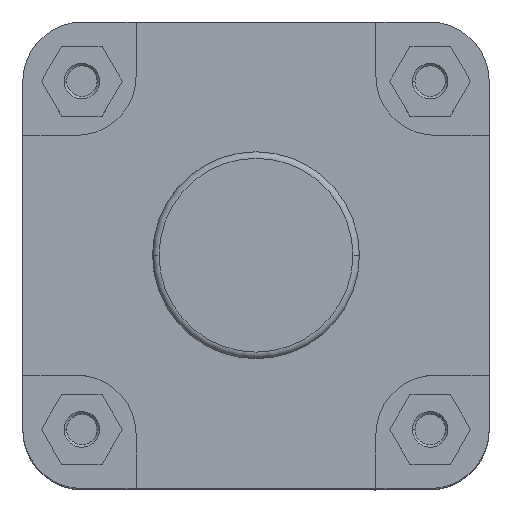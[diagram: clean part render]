
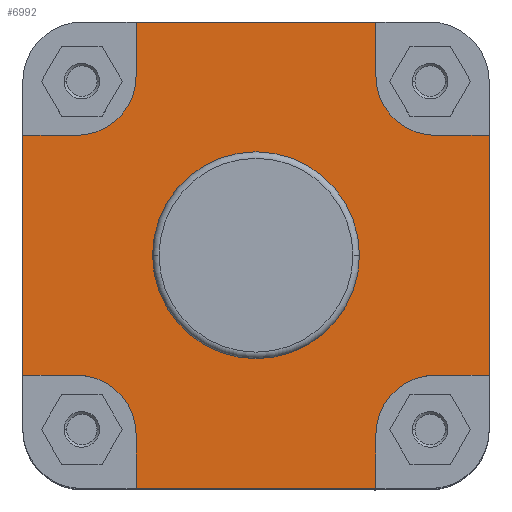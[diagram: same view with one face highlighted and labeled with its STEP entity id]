
A CAD part, top view. The second image highlights one B-rep face of the part: STEP entity #6992.
In plain terms, the highlighted planar face has unit normal (0, 0, 1).
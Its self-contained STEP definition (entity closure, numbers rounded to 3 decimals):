
#948 = ORIENTED_EDGE ( 'NONE', *, *, #4250, .F. ) ;
#949 = ORIENTED_EDGE ( 'NONE', *, *, #4332, .F. ) ;
#950 = ORIENTED_EDGE ( 'NONE', *, *, #4331, .F. ) ;
#951 = ORIENTED_EDGE ( 'NONE', *, *, #2752, .F. ) ;
#952 = ORIENTED_EDGE ( 'NONE', *, *, #4330, .F. ) ;
#953 = ORIENTED_EDGE ( 'NONE', *, *, #4329, .F. ) ;
#954 = ORIENTED_EDGE ( 'NONE', *, *, #4328, .F. ) ;
#955 = ORIENTED_EDGE ( 'NONE', *, *, #4327, .F. ) ;
#956 = ORIENTED_EDGE ( 'NONE', *, *, #4326, .F. ) ;
#957 = ORIENTED_EDGE ( 'NONE', *, *, #4325, .F. ) ;
#958 = ORIENTED_EDGE ( 'NONE', *, *, #4324, .F. ) ;
#959 = ORIENTED_EDGE ( 'NONE', *, *, #4323, .T. ) ;
#960 = ORIENTED_EDGE ( 'NONE', *, *, #4319, .F. ) ;
#961 = ORIENTED_EDGE ( 'NONE', *, *, #4322, .F. ) ;
#962 = ORIENTED_EDGE ( 'NONE', *, *, #4318, .F. ) ;
#963 = ORIENTED_EDGE ( 'NONE', *, *, #4321, .T. ) ;
#964 = ORIENTED_EDGE ( 'NONE', *, *, #4320, .F. ) ;
#965 = ORIENTED_EDGE ( 'NONE', *, *, #2675, .F. ) ;
#1469 = CIRCLE ( 'NONE', #4625, 39.9 ) ;
#1508 = LINE ( 'NONE', #5796, #1519 ) ;
#1519 = VECTOR ( 'NONE', #5799, 1000. ) ;
#1616 = LINE ( 'NONE', #5925, #1617 ) ;
#1617 = VECTOR ( 'NONE', #5926, 1000. ) ;
#1723 = LINE ( 'NONE', #6082, #1729 ) ;
#1728 = LINE ( 'NONE', #6089, #1732 ) ;
#1729 = VECTOR ( 'NONE', #6083, 1000. ) ;
#1731 = VECTOR ( 'NONE', #6096, 1000. ) ;
#1732 = VECTOR ( 'NONE', #6090, 1000. ) ;
#1734 = LINE ( 'NONE', #6084, #1735 ) ;
#1735 = VECTOR ( 'NONE', #6085, 1000. ) ;
#1736 = LINE ( 'NONE', #6095, #1731 ) ;
#1737 = CIRCLE ( 'NONE', #4674, 39.9 ) ;
#1738 = LINE ( 'NONE', #6111, #1744 ) ;
#1739 = LINE ( 'NONE', #6102, #1740 ) ;
#1740 = VECTOR ( 'NONE', #6103, 1000. ) ;
#1741 = CIRCLE ( 'NONE', #4664, 23. ) ;
#1742 = LINE ( 'NONE', #6097, #1743 ) ;
#1743 = VECTOR ( 'NONE', #6098, 1000. ) ;
#1744 = VECTOR ( 'NONE', #6112, 1000. ) ;
#1745 = CIRCLE ( 'NONE', #4676, 23. ) ;
#1746 = LINE ( 'NONE', #6104, #1747 ) ;
#1747 = VECTOR ( 'NONE', #6105, 1000. ) ;
#1748 = LINE ( 'NONE', #6106, #1749 ) ;
#1749 = VECTOR ( 'NONE', #6107, 1000. ) ;
#1751 = CIRCLE ( 'NONE', #4679, 23. ) ;
#1752 = LINE ( 'NONE', #6113, #1753 ) ;
#1753 = VECTOR ( 'NONE', #6114, 1000. ) ;
#1756 = CIRCLE ( 'NONE', #4678, 23. ) ;
#2675 = EDGE_CURVE ( 'NONE', #5260, #5246, #1469, .T. ) ;
#2752 = EDGE_CURVE ( 'NONE', #5309, #5268, #1508, .T. ) ;
#2756 = CARTESIAN_POINT ( 'NONE',  ( -90., -46.25, -10. ) ) ;
#2775 = CARTESIAN_POINT ( 'NONE',  ( 69.25, -46.25, -10. ) ) ;
#2787 = CARTESIAN_POINT ( 'NONE',  ( 69.25, 46.25, -10. ) ) ;
#2789 = CARTESIAN_POINT ( 'NONE',  ( -46.25, -69.25, -10. ) ) ;
#2794 = CARTESIAN_POINT ( 'NONE',  ( -39.9, 0., -10. ) ) ;
#2800 = CARTESIAN_POINT ( 'NONE',  ( -69.25, 46.25, -10. ) ) ;
#2808 = CARTESIAN_POINT ( 'NONE',  ( 39.9, 0., -10. ) ) ;
#2814 = CARTESIAN_POINT ( 'NONE',  ( 90., 46.25, -10. ) ) ;
#2816 = CARTESIAN_POINT ( 'NONE',  ( 46.25, 90., -10. ) ) ;
#2822 = CARTESIAN_POINT ( 'NONE',  ( -46.25, -90., -10. ) ) ;
#2823 = CARTESIAN_POINT ( 'NONE',  ( 46.25, 69.25, -10. ) ) ;
#2827 = CARTESIAN_POINT ( 'NONE',  ( -69.25, -46.25, -10. ) ) ;
#2830 = CARTESIAN_POINT ( 'NONE',  ( 46.25, -69.25, -10. ) ) ;
#2833 = CARTESIAN_POINT ( 'NONE',  ( -90., 46.25, -10. ) ) ;
#2845 = CARTESIAN_POINT ( 'NONE',  ( 90., -46.25, -10. ) ) ;
#2853 = CARTESIAN_POINT ( 'NONE',  ( -46.25, 69.25, -10. ) ) ;
#2857 = CARTESIAN_POINT ( 'NONE',  ( -46.25, 90., -10. ) ) ;
#2862 = CARTESIAN_POINT ( 'NONE',  ( 46.25, -90., -10. ) ) ;
#3223 = CARTESIAN_POINT ( 'NONE',  ( 0., 39.9, -10. ) ) ;
#3224 = PLANE ( 'NONE',  #4884 ) ;
#3225 = DIRECTION ( 'NONE',  ( 0., 0., -1. ) ) ;
#3226 = DIRECTION ( 'NONE',  ( -1., 0., 0. ) ) ;
#3805 = FACE_BOUND ( 'NONE', #6537, .T. ) ;
#3808 = FACE_OUTER_BOUND ( 'NONE', #6619, .T. ) ;
#4250 = EDGE_CURVE ( 'NONE', #5285, #5252, #1616, .T. ) ;
#4318 = EDGE_CURVE ( 'NONE', #5279, #5214, #1723, .T. ) ;
#4319 = EDGE_CURVE ( 'NONE', #5274, #5241, #1734, .T. ) ;
#4320 = EDGE_CURVE ( 'NONE', #5246, #5260, #1737, .T. ) ;
#4321 = EDGE_CURVE ( 'NONE', #5285, #5214, #1728, .T. ) ;
#4322 = EDGE_CURVE ( 'NONE', #5241, #5279, #1741, .T. ) ;
#4323 = EDGE_CURVE ( 'NONE', #5274, #5314, #1736, .T. ) ;
#4324 = EDGE_CURVE ( 'NONE', #5282, #5314, #1742, .T. ) ;
#4325 = EDGE_CURVE ( 'NONE', #5228, #5282, #1745, .T. ) ;
#4326 = EDGE_CURVE ( 'NONE', #5297, #5228, #1739, .T. ) ;
#4327 = EDGE_CURVE ( 'NONE', #5266, #5297, #1746, .T. ) ;
#4328 = EDGE_CURVE ( 'NONE', #5239, #5266, #1748, .T. ) ;
#4329 = EDGE_CURVE ( 'NONE', #5275, #5239, #1751, .T. ) ;
#4330 = EDGE_CURVE ( 'NONE', #5268, #5275, #1738, .T. ) ;
#4331 = EDGE_CURVE ( 'NONE', #5305, #5309, #1752, .T. ) ;
#4332 = EDGE_CURVE ( 'NONE', #5252, #5305, #1756, .T. ) ;
#4625 = AXIS2_PLACEMENT_3D ( 'NONE', #5712, #5720, #5721 ) ;
#4664 = AXIS2_PLACEMENT_3D ( 'NONE', #6091, #6093, #6094 ) ;
#4674 = AXIS2_PLACEMENT_3D ( 'NONE', #6075, #6086, #6087 ) ;
#4676 = AXIS2_PLACEMENT_3D ( 'NONE', #6088, #6100, #6101 ) ;
#4678 = AXIS2_PLACEMENT_3D ( 'NONE', #6099, #6116, #6117 ) ;
#4679 = AXIS2_PLACEMENT_3D ( 'NONE', #6092, #6109, #6110 ) ;
#4884 = AXIS2_PLACEMENT_3D ( 'NONE', #3223, #3225, #3226 ) ;
#5214 = VERTEX_POINT ( 'NONE', #2756 ) ;
#5228 = VERTEX_POINT ( 'NONE', #2775 ) ;
#5239 = VERTEX_POINT ( 'NONE', #2787 ) ;
#5241 = VERTEX_POINT ( 'NONE', #2789 ) ;
#5246 = VERTEX_POINT ( 'NONE', #2794 ) ;
#5252 = VERTEX_POINT ( 'NONE', #2800 ) ;
#5260 = VERTEX_POINT ( 'NONE', #2808 ) ;
#5266 = VERTEX_POINT ( 'NONE', #2814 ) ;
#5268 = VERTEX_POINT ( 'NONE', #2816 ) ;
#5274 = VERTEX_POINT ( 'NONE', #2822 ) ;
#5275 = VERTEX_POINT ( 'NONE', #2823 ) ;
#5279 = VERTEX_POINT ( 'NONE', #2827 ) ;
#5282 = VERTEX_POINT ( 'NONE', #2830 ) ;
#5285 = VERTEX_POINT ( 'NONE', #2833 ) ;
#5297 = VERTEX_POINT ( 'NONE', #2845 ) ;
#5305 = VERTEX_POINT ( 'NONE', #2853 ) ;
#5309 = VERTEX_POINT ( 'NONE', #2857 ) ;
#5314 = VERTEX_POINT ( 'NONE', #2862 ) ;
#5712 = CARTESIAN_POINT ( 'NONE',  ( 0., 0., -10. ) ) ;
#5720 = DIRECTION ( 'NONE',  ( 0., 0., 1. ) ) ;
#5721 = DIRECTION ( 'NONE',  ( 1., 0., 0. ) ) ;
#5796 = CARTESIAN_POINT ( 'NONE',  ( 0., 90., -10. ) ) ;
#5799 = DIRECTION ( 'NONE',  ( 1., 0., 0. ) ) ;
#5925 = CARTESIAN_POINT ( 'NONE',  ( -69.25, 46.25, -10. ) ) ;
#5926 = DIRECTION ( 'NONE',  ( 1., 0., 0. ) ) ;
#6075 = CARTESIAN_POINT ( 'NONE',  ( 0., 0., -10. ) ) ;
#6082 = CARTESIAN_POINT ( 'NONE',  ( -90., -46.25, -10. ) ) ;
#6083 = DIRECTION ( 'NONE',  ( -1., 0., 0. ) ) ;
#6084 = CARTESIAN_POINT ( 'NONE',  ( -46.25, -69.25, -10. ) ) ;
#6085 = DIRECTION ( 'NONE',  ( 0., 1., 0. ) ) ;
#6086 = DIRECTION ( 'NONE',  ( 0., 0., 1. ) ) ;
#6087 = DIRECTION ( 'NONE',  ( 1., 0., 0. ) ) ;
#6088 = CARTESIAN_POINT ( 'NONE',  ( 69.25, -69.25, -10. ) ) ;
#6089 = CARTESIAN_POINT ( 'NONE',  ( -90., -198.141, -10. ) ) ;
#6090 = DIRECTION ( 'NONE',  ( 0., -1., 0. ) ) ;
#6091 = CARTESIAN_POINT ( 'NONE',  ( -69.25, -69.25, -10. ) ) ;
#6092 = CARTESIAN_POINT ( 'NONE',  ( 69.25, 69.25, -10. ) ) ;
#6093 = DIRECTION ( 'NONE',  ( 0., 0., 1. ) ) ;
#6094 = DIRECTION ( 'NONE',  ( -1., 0., 0. ) ) ;
#6095 = CARTESIAN_POINT ( 'NONE',  ( 0., -90., -10. ) ) ;
#6096 = DIRECTION ( 'NONE',  ( 1., 0., 0. ) ) ;
#6097 = CARTESIAN_POINT ( 'NONE',  ( 46.25, -90., -10. ) ) ;
#6098 = DIRECTION ( 'NONE',  ( 0., -1., 0. ) ) ;
#6099 = CARTESIAN_POINT ( 'NONE',  ( -69.25, 69.25, -10. ) ) ;
#6100 = DIRECTION ( 'NONE',  ( 0., 0., 1. ) ) ;
#6101 = DIRECTION ( 'NONE',  ( -1., 0., 0. ) ) ;
#6102 = CARTESIAN_POINT ( 'NONE',  ( 69.25, -46.25, -10. ) ) ;
#6103 = DIRECTION ( 'NONE',  ( -1., 0., 0. ) ) ;
#6104 = CARTESIAN_POINT ( 'NONE',  ( 90., -198.141, -10. ) ) ;
#6105 = DIRECTION ( 'NONE',  ( 0., -1., 0. ) ) ;
#6106 = CARTESIAN_POINT ( 'NONE',  ( 90., 46.25, -10. ) ) ;
#6107 = DIRECTION ( 'NONE',  ( 1., 0., 0. ) ) ;
#6109 = DIRECTION ( 'NONE',  ( 0., 0., 1. ) ) ;
#6110 = DIRECTION ( 'NONE',  ( -1., 0., 0. ) ) ;
#6111 = CARTESIAN_POINT ( 'NONE',  ( 46.25, 69.25, -10. ) ) ;
#6112 = DIRECTION ( 'NONE',  ( 0., -1., 0. ) ) ;
#6113 = CARTESIAN_POINT ( 'NONE',  ( -46.25, 90., -10. ) ) ;
#6114 = DIRECTION ( 'NONE',  ( 0., 1., 0. ) ) ;
#6116 = DIRECTION ( 'NONE',  ( 0., 0., 1. ) ) ;
#6117 = DIRECTION ( 'NONE',  ( -1., 0., 0. ) ) ;
#6537 = EDGE_LOOP ( 'NONE', ( #965, #964 ) ) ;
#6619 = EDGE_LOOP ( 'NONE', ( #963, #962, #961, #960, #959, #958, #957, #956, #955, #954, #953, #952, #951, #950, #949, #948 ) ) ;
#6992 = ADVANCED_FACE ( 'NONE', ( #3805, #3808 ), #3224, .F. ) ;
